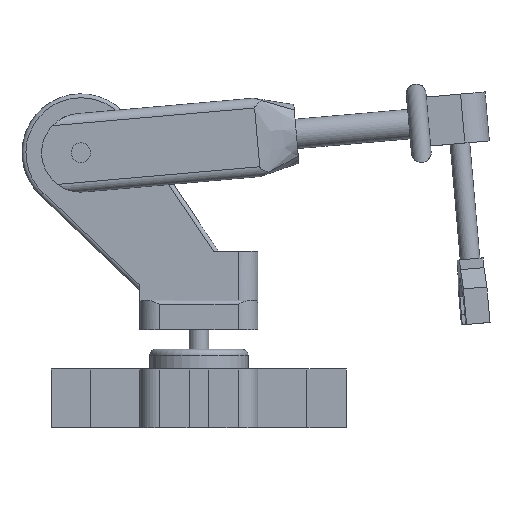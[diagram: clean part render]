
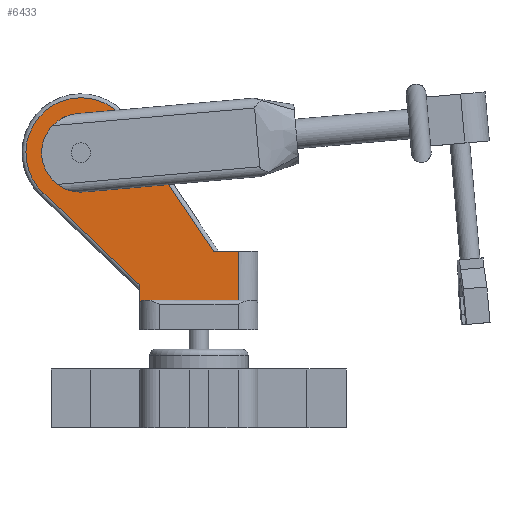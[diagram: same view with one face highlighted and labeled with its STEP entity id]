
A CAD part, left-side view. The second image highlights one B-rep face of the part: STEP entity #6433.
In plain terms, the highlighted planar face has unit normal (-1, 0, 0).
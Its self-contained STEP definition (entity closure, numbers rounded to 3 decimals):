
#455=FACE_BOUND('',#1242,.T.);
#511=CIRCLE('',#6776,2.);
#519=CIRCLE('',#6792,28.);
#524=CIRCLE('',#6800,17.5);
#879=FACE_OUTER_BOUND('',#1241,.T.);
#1241=EDGE_LOOP('',(#5682,#5683,#5684,#5685,#5686,#5687,#5688,#5689));
#1242=EDGE_LOOP('',(#5690));
#1783=LINE('',#11691,#2385);
#1788=LINE('',#11715,#2390);
#1796=LINE('',#11749,#2398);
#1809=LINE('',#11791,#2411);
#1810=LINE('',#11797,#2412);
#1812=LINE('',#11813,#2414);
#2385=VECTOR('',#7733,10.);
#2390=VECTOR('',#7748,10.);
#2398=VECTOR('',#7790,10.);
#2411=VECTOR('',#7839,10.);
#2412=VECTOR('',#7848,10.);
#2414=VECTOR('',#7870,10.);
#3016=VERTEX_POINT('',#11688);
#3017=VERTEX_POINT('',#11690);
#3025=VERTEX_POINT('',#11713);
#3033=VERTEX_POINT('',#11746);
#3034=VERTEX_POINT('',#11748);
#3038=VERTEX_POINT('',#11760);
#3045=VERTEX_POINT('',#11789);
#3046=VERTEX_POINT('',#11793);
#3050=VERTEX_POINT('',#11807);
#3890=EDGE_CURVE('',#3016,#3017,#1783,.T.);
#3900=EDGE_CURVE('',#3025,#3016,#1788,.T.);
#3916=EDGE_CURVE('',#3033,#3034,#1796,.T.);
#3923=EDGE_CURVE('',#3038,#3033,#511,.F.);
#3938=EDGE_CURVE('',#3045,#3025,#1809,.T.);
#3940=EDGE_CURVE('',#3046,#3045,#519,.T.);
#3941=EDGE_CURVE('',#3034,#3046,#1810,.T.);
#3947=EDGE_CURVE('',#3050,#3050,#524,.T.);
#3948=EDGE_CURVE('',#3017,#3038,#1812,.T.);
#5682=ORIENTED_EDGE('',*,*,#3890,.F.);
#5683=ORIENTED_EDGE('',*,*,#3900,.F.);
#5684=ORIENTED_EDGE('',*,*,#3938,.F.);
#5685=ORIENTED_EDGE('',*,*,#3940,.F.);
#5686=ORIENTED_EDGE('',*,*,#3941,.F.);
#5687=ORIENTED_EDGE('',*,*,#3916,.F.);
#5688=ORIENTED_EDGE('',*,*,#3923,.F.);
#5689=ORIENTED_EDGE('',*,*,#3948,.F.);
#5690=ORIENTED_EDGE('',*,*,#3947,.T.);
#6106=PLANE('',#6803);
#6433=ADVANCED_FACE('',(#879,#455),#6106,.T.);
#6776=AXIS2_PLACEMENT_3D('',#11762,#7803,#7804);
#6792=AXIS2_PLACEMENT_3D('',#11795,#7844,#7845);
#6800=AXIS2_PLACEMENT_3D('',#11809,#7862,#7863);
#6803=AXIS2_PLACEMENT_3D('',#11812,#7868,#7869);
#7733=DIRECTION('',(0.,0.087,-0.996));
#7748=DIRECTION('',(0.,-0.996,-0.087));
#7790=DIRECTION('',(0.,-0.087,0.996));
#7803=DIRECTION('center_axis',(1.,0.,0.));
#7804=DIRECTION('ref_axis',(0.,0.643,0.766));
#7839=DIRECTION('',(0.,-0.486,-0.874));
#7844=DIRECTION('center_axis',(1.,0.,0.));
#7845=DIRECTION('ref_axis',(0.,0.577,0.817));
#7848=DIRECTION('',(0.,0.661,0.75));
#7862=DIRECTION('center_axis',(1.,0.,0.));
#7863=DIRECTION('ref_axis',(0.,-0.996,-0.087));
#7868=DIRECTION('center_axis',(-1.,0.,0.));
#7869=DIRECTION('ref_axis',(0.,-0.996,-0.087));
#7870=DIRECTION('',(0.,0.996,0.087));
#11688=CARTESIAN_POINT('',(-145.,-44.147,37.199));
#11690=CARTESIAN_POINT('',(-145.,-41.969,12.294));
#11691=CARTESIAN_POINT('',(-145.,-41.315,4.823));
#11713=CARTESIAN_POINT('',(-145.,-31.781,38.281));
#11715=CARTESIAN_POINT('',(-145.,-54.109,36.328));
#11746=CARTESIAN_POINT('',(-145.,8.015,14.66));
#11748=CARTESIAN_POINT('',(-145.,7.165,24.385));
#11749=CARTESIAN_POINT('',(-145.,7.841,16.652));
#11760=CARTESIAN_POINT('',(-145.,5.849,16.478));
#11762=CARTESIAN_POINT('Origin',(-145.,6.023,14.485));
#11789=CARTESIAN_POINT('',(-145.,6.713,107.578));
#11791=CARTESIAN_POINT('',(-145.,-12.453,73.075));
#11793=CARTESIAN_POINT('',(-145.,52.194,75.466));
#11795=CARTESIAN_POINT('Origin',(-145.,31.19,93.981));
#11797=CARTESIAN_POINT('',(-145.,4.765,21.662));
#11807=CARTESIAN_POINT('',(-145.,48.624,95.507));
#11809=CARTESIAN_POINT('Origin',(-145.,31.19,93.981));
#11812=CARTESIAN_POINT('Origin',(-145.,7.841,16.652));
#11813=CARTESIAN_POINT('',(-145.,-7.102,15.345));
